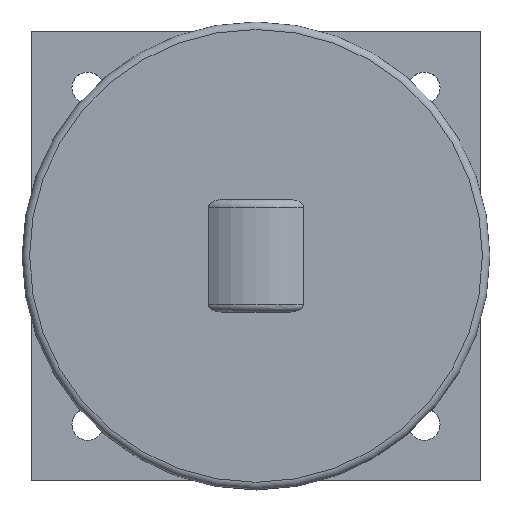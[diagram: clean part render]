
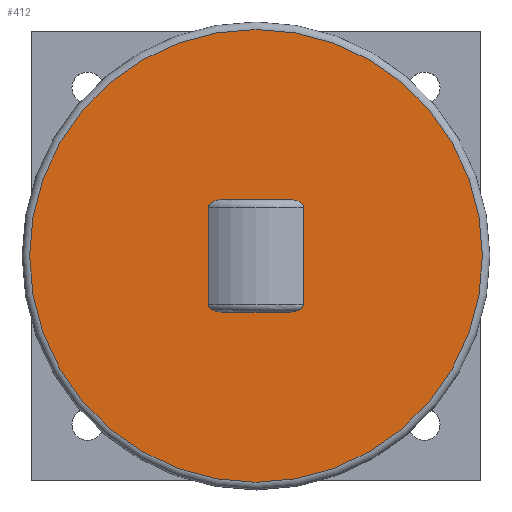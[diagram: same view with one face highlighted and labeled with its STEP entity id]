
A CAD part, top view. The second image highlights one B-rep face of the part: STEP entity #412.
In plain terms, the highlighted planar face has unit normal (0, 0, 1).
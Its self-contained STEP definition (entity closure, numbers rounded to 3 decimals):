
#17=FACE_BOUND('',#74,.T.);
#27=B_SPLINE_CURVE_WITH_KNOTS('',3,(#649,#650,#651,#652,#653,#654,#655,
#656,#657,#658),.UNSPECIFIED.,.F.,.F.,(4,2,2,2,4),(-0.416,-0.252,
-0.142,-0.062,0.),.UNSPECIFIED.);
#28=B_SPLINE_CURVE_WITH_KNOTS('',3,(#659,#660,#661,#662,#663,#664,#665,
#666,#667,#668),.UNSPECIFIED.,.F.,.F.,(4,2,2,2,4),(0.,0.062,
0.142,0.252,0.416),.UNSPECIFIED.);
#29=B_SPLINE_CURVE_WITH_KNOTS('',3,(#671,#672,#673,#674,#675,#676,#677,
#678,#679,#680),.UNSPECIFIED.,.F.,.F.,(4,2,2,2,4),(0.,0.062,
0.142,0.252,0.416),.UNSPECIFIED.);
#30=B_SPLINE_CURVE_WITH_KNOTS('',3,(#682,#683,#684,#685,#686,#687,#688,
#689,#690,#691),.UNSPECIFIED.,.F.,.F.,(4,2,2,2,4),(-0.416,-0.252,
-0.142,-0.062,0.),.UNSPECIFIED.);
#50=FACE_OUTER_BOUND('',#73,.T.);
#73=EDGE_LOOP('',(#310,#311));
#74=EDGE_LOOP('',(#312,#313,#314,#315,#316,#317,#318,#319));
#104=CIRCLE('',#460,60.5);
#109=CIRCLE('',#465,60.5);
#129=LINE('',#637,#152);
#130=LINE('',#642,#153);
#131=LINE('',#646,#154);
#132=LINE('',#694,#155);
#152=VECTOR('',#504,10.);
#153=VECTOR('',#509,10.);
#154=VECTOR('',#512,10.);
#155=VECTOR('',#523,10.);
#175=VERTEX_POINT('',#635);
#176=VERTEX_POINT('',#636);
#177=VERTEX_POINT('',#640);
#178=VERTEX_POINT('',#641);
#179=VERTEX_POINT('',#643);
#180=VERTEX_POINT('',#645);
#181=VERTEX_POINT('',#670);
#182=VERTEX_POINT('',#681);
#186=VERTEX_POINT('',#703);
#187=VERTEX_POINT('',#704);
#217=EDGE_CURVE('',#175,#176,#129,.T.);
#219=EDGE_CURVE('',#177,#178,#130,.T.);
#221=EDGE_CURVE('',#180,#179,#131,.T.);
#223=EDGE_CURVE('',#176,#177,#27,.T.);
#224=EDGE_CURVE('',#179,#175,#28,.T.);
#225=EDGE_CURVE('',#178,#181,#29,.T.);
#226=EDGE_CURVE('',#182,#180,#30,.T.);
#228=EDGE_CURVE('',#181,#182,#132,.T.);
#232=EDGE_CURVE('',#186,#187,#104,.T.);
#237=EDGE_CURVE('',#187,#186,#109,.T.);
#310=ORIENTED_EDGE('',*,*,#232,.F.);
#311=ORIENTED_EDGE('',*,*,#237,.F.);
#312=ORIENTED_EDGE('',*,*,#224,.T.);
#313=ORIENTED_EDGE('',*,*,#217,.T.);
#314=ORIENTED_EDGE('',*,*,#223,.T.);
#315=ORIENTED_EDGE('',*,*,#219,.T.);
#316=ORIENTED_EDGE('',*,*,#225,.T.);
#317=ORIENTED_EDGE('',*,*,#228,.T.);
#318=ORIENTED_EDGE('',*,*,#226,.T.);
#319=ORIENTED_EDGE('',*,*,#221,.T.);
#397=PLANE('',#470);
#412=ADVANCED_FACE('',(#50,#17),#397,.T.);
#460=AXIS2_PLACEMENT_3D('',#705,#534,#535);
#465=AXIS2_PLACEMENT_3D('',#713,#544,#545);
#470=AXIS2_PLACEMENT_3D('',#722,#555,#556);
#504=DIRECTION('',(-1.,0.,0.));
#509=DIRECTION('',(0.,1.,0.));
#512=DIRECTION('',(0.,-1.,0.));
#523=DIRECTION('',(1.,0.,0.));
#534=DIRECTION('center_axis',(0.,0.,
-1.));
#535=DIRECTION('ref_axis',(0.,-1.,0.));
#544=DIRECTION('center_axis',(0.,0.,
-1.));
#545=DIRECTION('ref_axis',(0.,-1.,0.));
#555=DIRECTION('center_axis',(0.,0.,
1.));
#556=DIRECTION('ref_axis',(1.,0.,0.));
#635=CARTESIAN_POINT('',(9.152,-15.,58.5));
#636=CARTESIAN_POINT('',(-9.152,-15.,58.5));
#637=CARTESIAN_POINT('',(0.,-15.,58.5));
#640=CARTESIAN_POINT('',(-12.639,-13.,58.5));
#641=CARTESIAN_POINT('',(-12.639,13.,58.5));
#642=CARTESIAN_POINT('',(-12.639,0.,58.5));
#643=CARTESIAN_POINT('',(12.639,-13.,58.5));
#645=CARTESIAN_POINT('',(12.639,13.,58.5));
#646=CARTESIAN_POINT('',(12.639,0.,58.5));
#649=CARTESIAN_POINT('Ctrl Pts',(-9.152,-15.,58.5));
#650=CARTESIAN_POINT('Ctrl Pts',(-9.699,-15.,58.5));
#651=CARTESIAN_POINT('Ctrl Pts',(-10.353,-14.927,58.5));
#652=CARTESIAN_POINT('Ctrl Pts',(-11.229,-14.661,58.5));
#653=CARTESIAN_POINT('Ctrl Pts',(-11.631,-14.478,58.5));
#654=CARTESIAN_POINT('Ctrl Pts',(-12.136,-14.096,58.5));
#655=CARTESIAN_POINT('Ctrl Pts',(-12.353,-13.864,58.5));
#656=CARTESIAN_POINT('Ctrl Pts',(-12.574,-13.447,58.5));
#657=CARTESIAN_POINT('Ctrl Pts',(-12.639,-13.207,58.5));
#658=CARTESIAN_POINT('Ctrl Pts',(-12.639,-13.,58.5));
#659=CARTESIAN_POINT('Ctrl Pts',(12.639,-13.,58.5));
#660=CARTESIAN_POINT('Ctrl Pts',(12.639,-13.207,58.5));
#661=CARTESIAN_POINT('Ctrl Pts',(12.574,-13.447,58.5));
#662=CARTESIAN_POINT('Ctrl Pts',(12.353,-13.864,58.5));
#663=CARTESIAN_POINT('Ctrl Pts',(12.136,-14.096,58.5));
#664=CARTESIAN_POINT('Ctrl Pts',(11.631,-14.478,58.5));
#665=CARTESIAN_POINT('Ctrl Pts',(11.229,-14.661,58.5));
#666=CARTESIAN_POINT('Ctrl Pts',(10.353,-14.927,58.5));
#667=CARTESIAN_POINT('Ctrl Pts',(9.699,-15.,58.5));
#668=CARTESIAN_POINT('Ctrl Pts',(9.152,-15.,58.5));
#670=CARTESIAN_POINT('',(-9.152,15.,58.5));
#671=CARTESIAN_POINT('Ctrl Pts',(-12.639,13.,58.5));
#672=CARTESIAN_POINT('Ctrl Pts',(-12.639,13.207,58.5));
#673=CARTESIAN_POINT('Ctrl Pts',(-12.574,13.447,58.5));
#674=CARTESIAN_POINT('Ctrl Pts',(-12.353,13.864,58.5));
#675=CARTESIAN_POINT('Ctrl Pts',(-12.136,14.096,58.5));
#676=CARTESIAN_POINT('Ctrl Pts',(-11.631,14.478,58.5));
#677=CARTESIAN_POINT('Ctrl Pts',(-11.229,14.661,58.5));
#678=CARTESIAN_POINT('Ctrl Pts',(-10.353,14.927,58.5));
#679=CARTESIAN_POINT('Ctrl Pts',(-9.699,15.,58.5));
#680=CARTESIAN_POINT('Ctrl Pts',(-9.152,15.,58.5));
#681=CARTESIAN_POINT('',(9.152,15.,58.5));
#682=CARTESIAN_POINT('Ctrl Pts',(9.152,15.,58.5));
#683=CARTESIAN_POINT('Ctrl Pts',(9.699,15.,58.5));
#684=CARTESIAN_POINT('Ctrl Pts',(10.353,14.927,58.5));
#685=CARTESIAN_POINT('Ctrl Pts',(11.229,14.661,58.5));
#686=CARTESIAN_POINT('Ctrl Pts',(11.631,14.478,58.5));
#687=CARTESIAN_POINT('Ctrl Pts',(12.136,14.096,58.5));
#688=CARTESIAN_POINT('Ctrl Pts',(12.353,13.864,58.5));
#689=CARTESIAN_POINT('Ctrl Pts',(12.574,13.447,58.5));
#690=CARTESIAN_POINT('Ctrl Pts',(12.639,13.207,58.5));
#691=CARTESIAN_POINT('Ctrl Pts',(12.639,13.,58.5));
#694=CARTESIAN_POINT('',(0.,15.,58.5));
#703=CARTESIAN_POINT('',(0.,60.5,58.5));
#704=CARTESIAN_POINT('',(-60.5,0.,58.5));
#705=CARTESIAN_POINT('Origin',(0.,0.,
58.5));
#713=CARTESIAN_POINT('Origin',(0.,0.,
58.5));
#722=CARTESIAN_POINT('Origin',(0.,58.75,58.5));
